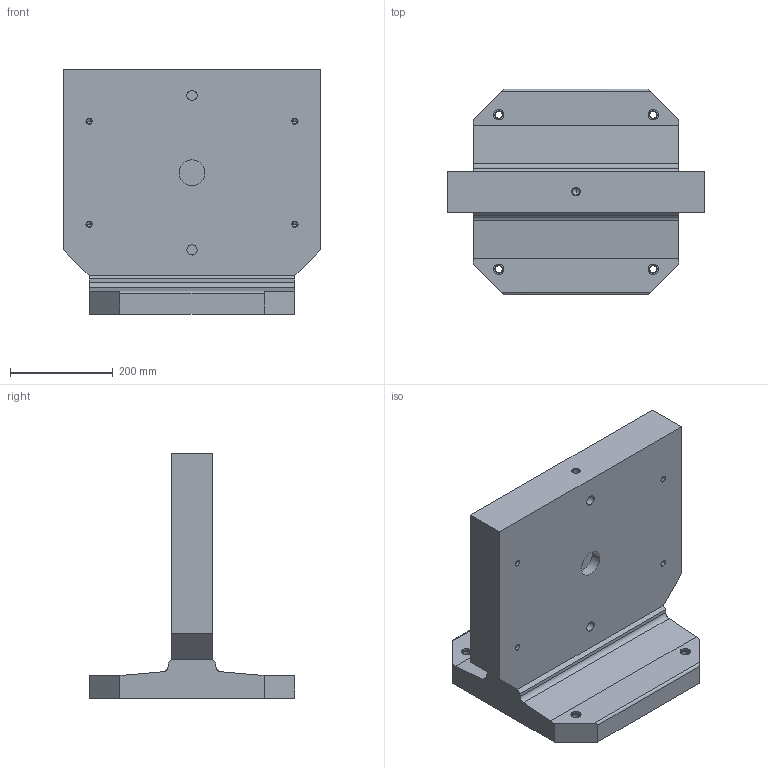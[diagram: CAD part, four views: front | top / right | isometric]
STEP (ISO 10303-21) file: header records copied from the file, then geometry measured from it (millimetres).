
FILE_DESCRIPTION(('STEP AP214'),'1');
FILE_NAME(' ',' ',('TraceParts'),('TraceParts S.A.'),'XStep 1.0',' ',' ');
FILE_SCHEMA(('automotive_design'));
Length unit declared in the file: millimetre
Products named in the file (1): 1
Bounding box: 500 x 400 x 475 mm (x, y, z)
Volume: 23820684 mm3; surface area: 891845.9 mm2
Topology: 1 solids, 1 shells, 137 faces, 318 edges, 187 vertices
Faces by surface type: cylinder 56, cone 44, plane 37
Entity records: 7331 total; most frequent: DIRECTION 714, STYLED_ITEM 625, PRESENTATION_STYLE_ASSIGNMENT 625, CARTESIAN_POINT 625, COLOUR_RGB 625, ORIENTED_EDGE 600, EDGE_CURVE 300, CURVE_STYLE 300
